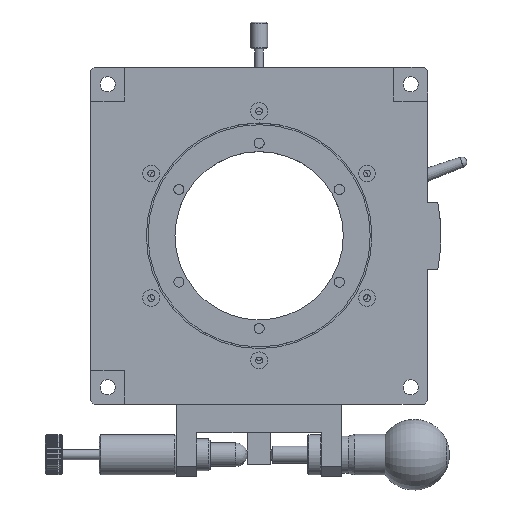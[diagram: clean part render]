
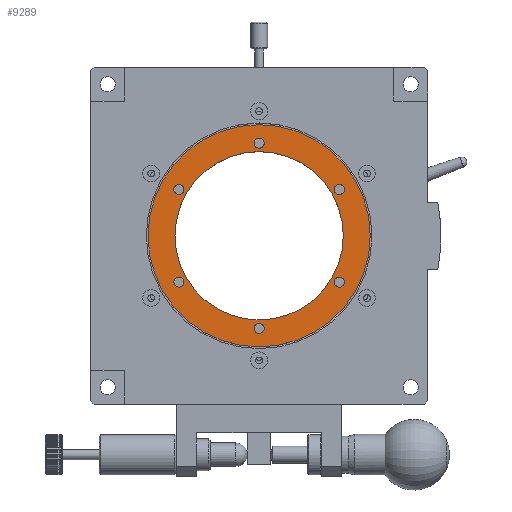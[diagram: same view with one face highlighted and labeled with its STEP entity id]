
A CAD part, top view. The second image highlights one B-rep face of the part: STEP entity #9289.
In plain terms, the highlighted planar face has unit normal (0, 0, 1).
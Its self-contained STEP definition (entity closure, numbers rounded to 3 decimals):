
#74 = EDGE_LOOP ( 'NONE', ( #9803 ) ) ;
#680 = EDGE_LOOP ( 'NONE', ( #8039 ) ) ;
#1393 = CARTESIAN_POINT ( 'NONE',  ( 23.816, -15.25, 0. ) ) ;
#2163 = FACE_BOUND ( 'NONE', #13897, .T. ) ;
#4434 = DIRECTION ( 'NONE',  ( 0., 0., 1. ) ) ;
#6701 = EDGE_CURVE ( 'NONE', #34961, #34961, #88966, .T. ) ;
#7382 = EDGE_CURVE ( 'NONE', #36755, #36755, #72782, .T. ) ;
#8039 = ORIENTED_EDGE ( 'NONE', *, *, #60653, .F. ) ;
#8600 = DIRECTION ( 'NONE',  ( 0., 0., -1. ) ) ;
#9289 = ADVANCED_FACE ( 'NONE', ( #43996, #50881, #64734, #51329, #87269, #2163, #22421, #79004 ), #22880, .F. ) ;
#9457 = EDGE_CURVE ( 'NONE', #70426, #70426, #74286, .T. ) ;
#9633 = CARTESIAN_POINT ( 'NONE',  ( 0., -25., 0. ) ) ;
#9803 = ORIENTED_EDGE ( 'NONE', *, *, #25061, .F. ) ;
#9933 = CARTESIAN_POINT ( 'NONE',  ( 0., 0., 0. ) ) ;
#12424 = CARTESIAN_POINT ( 'NONE',  ( 0., 27.5, 0. ) ) ;
#13897 = EDGE_LOOP ( 'NONE', ( #24425 ) ) ;
#15117 = ORIENTED_EDGE ( 'NONE', *, *, #6701, .F. ) ;
#16875 = CARTESIAN_POINT ( 'NONE',  ( 0., 0., 0. ) ) ;
#17793 = CARTESIAN_POINT ( 'NONE',  ( -23.816, 12.25, 0. ) ) ;
#19241 = EDGE_CURVE ( 'NONE', #59292, #59292, #29700, .T. ) ;
#19599 = CARTESIAN_POINT ( 'NONE',  ( 0., -27.5, 0. ) ) ;
#19631 = CARTESIAN_POINT ( 'NONE',  ( -23.816, -15.25, 0. ) ) ;
#19639 = CIRCLE ( 'NONE', #22594, 1.5 ) ;
#20091 = EDGE_LOOP ( 'NONE', ( #49595 ) ) ;
#20896 = EDGE_LOOP ( 'NONE', ( #73232 ) ) ;
#21435 = AXIS2_PLACEMENT_3D ( 'NONE', #9933, #8600, #52225 ) ;
#22421 = FACE_BOUND ( 'NONE', #20091, .T. ) ;
#22594 = AXIS2_PLACEMENT_3D ( 'NONE', #32795, #25925, #53951 ) ;
#22880 = PLANE ( 'NONE',  #21435 ) ;
#24425 = ORIENTED_EDGE ( 'NONE', *, *, #7382, .F. ) ;
#25061 = EDGE_CURVE ( 'NONE', #44607, #44607, #54273, .T. ) ;
#25387 = DIRECTION ( 'NONE',  ( 0., 0., -1. ) ) ;
#25925 = DIRECTION ( 'NONE',  ( 0., 0., 1. ) ) ;
#26020 = DIRECTION ( 'NONE',  ( 0., 0., 1. ) ) ;
#26247 = CIRCLE ( 'NONE', #45359, 33. ) ;
#26372 = AXIS2_PLACEMENT_3D ( 'NONE', #16875, #4434, #88205 ) ;
#29233 = DIRECTION ( 'NONE',  ( 0., 0., 1. ) ) ;
#29700 = CIRCLE ( 'NONE', #67910, 1.5 ) ;
#32795 = CARTESIAN_POINT ( 'NONE',  ( -23.816, -13.75, 0. ) ) ;
#34961 = VERTEX_POINT ( 'NONE', #1393 ) ;
#35753 = VERTEX_POINT ( 'NONE', #63865 ) ;
#36311 = CARTESIAN_POINT ( 'NONE',  ( 0., -29., 0. ) ) ;
#36755 = VERTEX_POINT ( 'NONE', #49685 ) ;
#37925 = DIRECTION ( 'NONE',  ( 0., -1., 0. ) ) ;
#38546 = CARTESIAN_POINT ( 'NONE',  ( 23.816, 12.25, 0. ) ) ;
#40043 = DIRECTION ( 'NONE',  ( 0., -1., 0. ) ) ;
#43996 = FACE_OUTER_BOUND ( 'NONE', #680, .T. ) ;
#44607 = VERTEX_POINT ( 'NONE', #9633 ) ;
#45359 = AXIS2_PLACEMENT_3D ( 'NONE', #47895, #25387, #40043 ) ;
#45794 = CARTESIAN_POINT ( 'NONE',  ( -23.816, 13.75, 0. ) ) ;
#45863 = ORIENTED_EDGE ( 'NONE', *, *, #9457, .F. ) ;
#47895 = CARTESIAN_POINT ( 'NONE',  ( 0., 0., 0. ) ) ;
#49595 = ORIENTED_EDGE ( 'NONE', *, *, #19241, .F. ) ;
#49685 = CARTESIAN_POINT ( 'NONE',  ( 0., 26., 0. ) ) ;
#50881 = FACE_BOUND ( 'NONE', #74, .T. ) ;
#51302 = DIRECTION ( 'NONE',  ( 0., -1., 0. ) ) ;
#51329 = FACE_BOUND ( 'NONE', #87584, .T. ) ;
#52225 = DIRECTION ( 'NONE',  ( 0., 1., 0. ) ) ;
#53951 = DIRECTION ( 'NONE',  ( 0., -1., 0. ) ) ;
#54273 = CIRCLE ( 'NONE', #26372, 25. ) ;
#56423 = CARTESIAN_POINT ( 'NONE',  ( 23.816, 13.75, 0. ) ) ;
#57416 = EDGE_LOOP ( 'NONE', ( #15117 ) ) ;
#58012 = AXIS2_PLACEMENT_3D ( 'NONE', #69929, #91112, #70370 ) ;
#59292 = VERTEX_POINT ( 'NONE', #38546 ) ;
#60653 = EDGE_CURVE ( 'NONE', #35753, #35753, #26247, .T. ) ;
#62660 = EDGE_LOOP ( 'NONE', ( #45863 ) ) ;
#63865 = CARTESIAN_POINT ( 'NONE',  ( 0., -33., 0. ) ) ;
#64734 = FACE_BOUND ( 'NONE', #62660, .T. ) ;
#65413 = AXIS2_PLACEMENT_3D ( 'NONE', #12424, #89775, #82847 ) ;
#65664 = EDGE_CURVE ( 'NONE', #86857, #86857, #78114, .T. ) ;
#67003 = DIRECTION ( 'NONE',  ( 0., -1., 0. ) ) ;
#67910 = AXIS2_PLACEMENT_3D ( 'NONE', #56423, #29233, #51302 ) ;
#68416 = VERTEX_POINT ( 'NONE', #19631 ) ;
#69929 = CARTESIAN_POINT ( 'NONE',  ( 23.816, -13.75, 0. ) ) ;
#70370 = DIRECTION ( 'NONE',  ( 0., -1., 0. ) ) ;
#70426 = VERTEX_POINT ( 'NONE', #36311 ) ;
#72782 = CIRCLE ( 'NONE', #65413, 1.5 ) ;
#73232 = ORIENTED_EDGE ( 'NONE', *, *, #65664, .F. ) ;
#74286 = CIRCLE ( 'NONE', #86038, 1.5 ) ;
#75163 = AXIS2_PLACEMENT_3D ( 'NONE', #45794, #80784, #37925 ) ;
#78114 = CIRCLE ( 'NONE', #75163, 1.5 ) ;
#79004 = FACE_BOUND ( 'NONE', #57416, .T. ) ;
#80720 = EDGE_CURVE ( 'NONE', #68416, #68416, #19639, .T. ) ;
#80784 = DIRECTION ( 'NONE',  ( 0., 0., 1. ) ) ;
#82847 = DIRECTION ( 'NONE',  ( 0., -1., 0. ) ) ;
#85012 = ORIENTED_EDGE ( 'NONE', *, *, #80720, .F. ) ;
#86038 = AXIS2_PLACEMENT_3D ( 'NONE', #19599, #26020, #67003 ) ;
#86857 = VERTEX_POINT ( 'NONE', #17793 ) ;
#87269 = FACE_BOUND ( 'NONE', #20896, .T. ) ;
#87584 = EDGE_LOOP ( 'NONE', ( #85012 ) ) ;
#88205 = DIRECTION ( 'NONE',  ( 0., -1., 0. ) ) ;
#88966 = CIRCLE ( 'NONE', #58012, 1.5 ) ;
#89775 = DIRECTION ( 'NONE',  ( 0., 0., 1. ) ) ;
#91112 = DIRECTION ( 'NONE',  ( 0., 0., 1. ) ) ;
